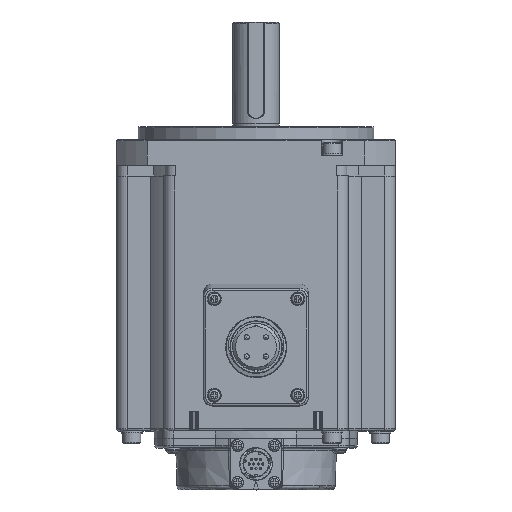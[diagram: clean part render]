
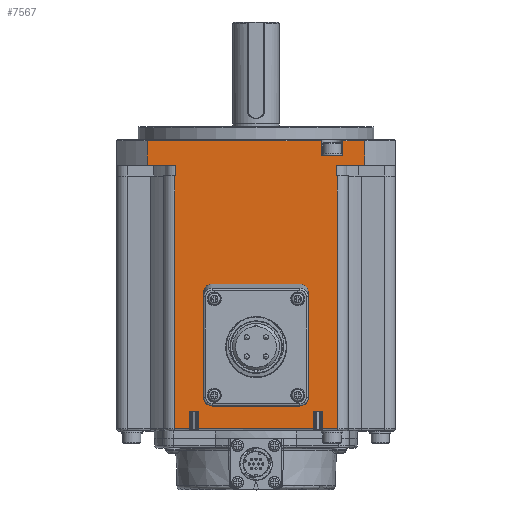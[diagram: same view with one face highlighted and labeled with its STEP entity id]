
A CAD part, top view. The second image highlights one B-rep face of the part: STEP entity #7567.
In plain terms, the highlighted planar face has unit normal (0, 0, 1).
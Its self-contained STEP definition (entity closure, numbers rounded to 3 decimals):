
#2321=CARTESIAN_POINT('',(-27.026,-11.,0.));
#2322=VERTEX_POINT('',#2321);
#2330=CARTESIAN_POINT('',(-30.974,-11.,0.));
#2331=VERTEX_POINT('',#2330);
#2332=CARTESIAN_POINT('',(-27.026,-11.,0.));
#2333=DIRECTION('',(-1.,0.,0.));
#2334=VECTOR('',#2333,3.949);
#2335=LINE('',#2332,#2334);
#2336=EDGE_CURVE('',#2322,#2331,#2335,.T.);
#2398=CARTESIAN_POINT('',(30.974,-11.,0.));
#2399=VERTEX_POINT('',#2398);
#2407=CARTESIAN_POINT('',(27.026,-11.,0.));
#2408=VERTEX_POINT('',#2407);
#2409=CARTESIAN_POINT('',(30.974,-11.,0.));
#2410=DIRECTION('',(-1.,0.,0.));
#2411=VECTOR('',#2410,3.949);
#2412=LINE('',#2409,#2411);
#2413=EDGE_CURVE('',#2399,#2408,#2412,.T.);
#5606=CARTESIAN_POINT('',(30.45,108.5,0.));
#5607=VERTEX_POINT('',#5606);
#5614=CARTESIAN_POINT('',(40.55,108.5,0.));
#5615=VERTEX_POINT('',#5614);
#5616=CARTESIAN_POINT('',(30.45,108.5,0.));
#5617=DIRECTION('',(1.,0.,0.));
#5618=VECTOR('',#5617,10.1);
#5619=LINE('',#5616,#5618);
#5620=EDGE_CURVE('',#5607,#5615,#5619,.T.);
#6326=CARTESIAN_POINT('',(50.806,104.,0.));
#6327=VERTEX_POINT('',#6326);
#6335=CARTESIAN_POINT('',(37.5,104.,0.));
#6336=VERTEX_POINT('',#6335);
#6337=CARTESIAN_POINT('',(50.806,104.,0.));
#6338=DIRECTION('',(-1.,0.,0.));
#6339=VECTOR('',#6338,13.306);
#6340=LINE('',#6337,#6339);
#6341=EDGE_CURVE('',#6327,#6336,#6340,.T.);
#6379=CARTESIAN_POINT('',(37.5,99.,0.));
#6380=VERTEX_POINT('',#6379);
#6381=CARTESIAN_POINT('',(37.5,104.,0.));
#6382=DIRECTION('',(0.,-1.,0.));
#6383=VECTOR('',#6382,5.);
#6384=LINE('',#6381,#6383);
#6385=EDGE_CURVE('',#6336,#6380,#6384,.T.);
#6403=CARTESIAN_POINT('',(-37.5,104.,0.));
#6404=VERTEX_POINT('',#6403);
#6413=CARTESIAN_POINT('',(-37.5,99.,0.));
#6414=VERTEX_POINT('',#6413);
#6422=CARTESIAN_POINT('',(-37.5,99.,0.));
#6423=DIRECTION('',(0.,1.,0.));
#6424=VECTOR('',#6423,5.);
#6425=LINE('',#6422,#6424);
#6426=EDGE_CURVE('',#6414,#6404,#6425,.T.);
#6436=CARTESIAN_POINT('',(-50.806,104.,0.));
#6437=VERTEX_POINT('',#6436);
#6466=CARTESIAN_POINT('',(-37.5,104.,0.));
#6467=DIRECTION('',(-1.,0.,0.));
#6468=VECTOR('',#6467,13.306);
#6469=LINE('',#6466,#6468);
#6470=EDGE_CURVE('',#6404,#6437,#6469,.T.);
#7344=CARTESIAN_POINT('',(-50.806,115.5,0.));
#7345=VERTEX_POINT('',#7344);
#7346=CARTESIAN_POINT('',(-50.806,104.,0.));
#7347=DIRECTION('',(0.,1.,0.));
#7348=VECTOR('',#7347,11.5);
#7349=LINE('',#7346,#7348);
#7350=EDGE_CURVE('',#6437,#7345,#7349,.T.);
#7364=CARTESIAN_POINT('',(38.,-7.,0.));
#7365=DIRECTION('',(0.,1.,0.));
#7366=DIRECTION('',(0.,-0.,1.));
#7367=AXIS2_PLACEMENT_3D('',#7364,#7366,#7365);
#7368=PLANE('',#7367);
#7369=ORIENTED_EDGE('',*,*,#2336,.F.);
#7370=CARTESIAN_POINT('',(-27.026,-19.,0.));
#7371=VERTEX_POINT('',#7370);
#7372=CARTESIAN_POINT('',(-27.026,-11.,0.));
#7373=DIRECTION('',(0.,-1.,0.));
#7374=VECTOR('',#7373,8.);
#7375=LINE('',#7372,#7374);
#7376=EDGE_CURVE('',#2322,#7371,#7375,.T.);
#7377=ORIENTED_EDGE('',*,*,#7376,.T.);
#7378=CARTESIAN_POINT('',(27.026,-19.,0.));
#7379=VERTEX_POINT('',#7378);
#7380=CARTESIAN_POINT('',(-27.026,-19.,0.));
#7381=DIRECTION('',(1.,0.,0.));
#7382=VECTOR('',#7381,54.051);
#7383=LINE('',#7380,#7382);
#7384=EDGE_CURVE('',#7371,#7379,#7383,.T.);
#7385=ORIENTED_EDGE('',*,*,#7384,.T.);
#7386=CARTESIAN_POINT('',(27.026,-19.,0.));
#7387=DIRECTION('',(0.,1.,0.));
#7388=VECTOR('',#7387,8.);
#7389=LINE('',#7386,#7388);
#7390=EDGE_CURVE('',#7379,#2408,#7389,.T.);
#7391=ORIENTED_EDGE('',*,*,#7390,.T.);
#7392=ORIENTED_EDGE('',*,*,#2413,.F.);
#7393=CARTESIAN_POINT('',(30.974,-19.,0.));
#7394=VERTEX_POINT('',#7393);
#7395=CARTESIAN_POINT('',(30.974,-11.,0.));
#7396=DIRECTION('',(0.,-1.,0.));
#7397=VECTOR('',#7396,8.);
#7398=LINE('',#7395,#7397);
#7399=EDGE_CURVE('',#2399,#7394,#7398,.T.);
#7400=ORIENTED_EDGE('',*,*,#7399,.T.);
#7401=CARTESIAN_POINT('',(38.,-19.,0.));
#7402=VERTEX_POINT('',#7401);
#7403=CARTESIAN_POINT('',(30.974,-19.,0.));
#7404=DIRECTION('',(1.,0.,0.));
#7405=VECTOR('',#7404,7.026);
#7406=LINE('',#7403,#7405);
#7407=EDGE_CURVE('',#7394,#7402,#7406,.T.);
#7408=ORIENTED_EDGE('',*,*,#7407,.T.);
#7409=CARTESIAN_POINT('',(38.,99.,0.));
#7410=VERTEX_POINT('',#7409);
#7411=CARTESIAN_POINT('',(38.,-19.,0.));
#7412=DIRECTION('',(0.,1.,0.));
#7413=VECTOR('',#7412,118.);
#7414=LINE('',#7411,#7413);
#7415=EDGE_CURVE('',#7402,#7410,#7414,.T.);
#7416=ORIENTED_EDGE('',*,*,#7415,.T.);
#7417=CARTESIAN_POINT('',(38.,99.,0.));
#7418=DIRECTION('',(-1.,0.,0.));
#7419=VECTOR('',#7418,0.5);
#7420=LINE('',#7417,#7419);
#7421=EDGE_CURVE('',#7410,#6380,#7420,.T.);
#7422=ORIENTED_EDGE('',*,*,#7421,.T.);
#7423=ORIENTED_EDGE('',*,*,#6385,.F.);
#7424=ORIENTED_EDGE('',*,*,#6341,.F.);
#7425=CARTESIAN_POINT('',(50.806,115.5,0.));
#7426=VERTEX_POINT('',#7425);
#7427=CARTESIAN_POINT('',(50.806,104.,0.));
#7428=DIRECTION('',(0.,1.,0.));
#7429=VECTOR('',#7428,11.5);
#7430=LINE('',#7427,#7429);
#7431=EDGE_CURVE('',#6327,#7426,#7430,.T.);
#7432=ORIENTED_EDGE('',*,*,#7431,.T.);
#7433=CARTESIAN_POINT('',(40.55,115.5,0.));
#7434=VERTEX_POINT('',#7433);
#7435=CARTESIAN_POINT('',(50.806,115.5,0.));
#7436=DIRECTION('',(-1.,0.,0.));
#7437=VECTOR('',#7436,10.256);
#7438=LINE('',#7435,#7437);
#7439=EDGE_CURVE('',#7426,#7434,#7438,.T.);
#7440=ORIENTED_EDGE('',*,*,#7439,.T.);
#7441=CARTESIAN_POINT('',(40.55,115.5,0.));
#7442=DIRECTION('',(0.,-1.,0.));
#7443=VECTOR('',#7442,7.);
#7444=LINE('',#7441,#7443);
#7445=EDGE_CURVE('',#7434,#5615,#7444,.T.);
#7446=ORIENTED_EDGE('',*,*,#7445,.T.);
#7447=ORIENTED_EDGE('',*,*,#5620,.F.);
#7448=CARTESIAN_POINT('',(30.45,115.5,0.));
#7449=VERTEX_POINT('',#7448);
#7450=CARTESIAN_POINT('',(30.45,108.5,0.));
#7451=DIRECTION('',(0.,1.,0.));
#7452=VECTOR('',#7451,7.);
#7453=LINE('',#7450,#7452);
#7454=EDGE_CURVE('',#5607,#7449,#7453,.T.);
#7455=ORIENTED_EDGE('',*,*,#7454,.T.);
#7456=CARTESIAN_POINT('',(30.45,115.5,0.));
#7457=DIRECTION('',(-1.,0.,0.));
#7458=VECTOR('',#7457,81.256);
#7459=LINE('',#7456,#7458);
#7460=EDGE_CURVE('',#7449,#7345,#7459,.T.);
#7461=ORIENTED_EDGE('',*,*,#7460,.T.);
#7462=ORIENTED_EDGE('',*,*,#7350,.F.);
#7463=ORIENTED_EDGE('',*,*,#6470,.F.);
#7464=ORIENTED_EDGE('',*,*,#6426,.F.);
#7465=CARTESIAN_POINT('',(-38.,99.,0.));
#7466=VERTEX_POINT('',#7465);
#7467=CARTESIAN_POINT('',(-37.5,99.,0.));
#7468=DIRECTION('',(-1.,0.,0.));
#7469=VECTOR('',#7468,0.5);
#7470=LINE('',#7467,#7469);
#7471=EDGE_CURVE('',#6414,#7466,#7470,.T.);
#7472=ORIENTED_EDGE('',*,*,#7471,.T.);
#7473=CARTESIAN_POINT('',(-38.,-19.,0.));
#7474=VERTEX_POINT('',#7473);
#7475=CARTESIAN_POINT('',(-38.,99.,0.));
#7476=DIRECTION('',(0.,-1.,0.));
#7477=VECTOR('',#7476,118.);
#7478=LINE('',#7475,#7477);
#7479=EDGE_CURVE('',#7466,#7474,#7478,.T.);
#7480=ORIENTED_EDGE('',*,*,#7479,.T.);
#7481=CARTESIAN_POINT('',(-30.974,-19.,0.));
#7482=VERTEX_POINT('',#7481);
#7483=CARTESIAN_POINT('',(-38.,-19.,0.));
#7484=DIRECTION('',(1.,0.,0.));
#7485=VECTOR('',#7484,7.026);
#7486=LINE('',#7483,#7485);
#7487=EDGE_CURVE('',#7474,#7482,#7486,.T.);
#7488=ORIENTED_EDGE('',*,*,#7487,.T.);
#7489=CARTESIAN_POINT('',(-30.974,-19.,0.));
#7490=DIRECTION('',(0.,1.,0.));
#7491=VECTOR('',#7490,8.);
#7492=LINE('',#7489,#7491);
#7493=EDGE_CURVE('',#7482,#2331,#7492,.T.);
#7494=ORIENTED_EDGE('',*,*,#7493,.T.);
#7495=EDGE_LOOP('',(#7369,#7377,#7385,#7391,#7392,#7400,#7408,#7416,#7422,#7423,#7424,#7432,#7440,#7446,#7447,#7455,#7461,#7462,#7463,#7464,#7472,#7480,#7488,#7494));
#7496=FACE_OUTER_BOUND('',#7495,.T.);
#7497=CARTESIAN_POINT('',(-20.5,48.5,0.));
#7498=VERTEX_POINT('',#7497);
#7499=CARTESIAN_POINT('',(20.5,48.5,0.));
#7500=VERTEX_POINT('',#7499);
#7501=CARTESIAN_POINT('',(-20.5,48.5,0.));
#7502=DIRECTION('',(1.,0.,0.));
#7503=VECTOR('',#7502,41.);
#7504=LINE('',#7501,#7503);
#7505=EDGE_CURVE('',#7498,#7500,#7504,.T.);
#7506=ORIENTED_EDGE('',*,*,#7505,.T.);
#7507=CARTESIAN_POINT('',(24.5,44.5,0.));
#7508=VERTEX_POINT('',#7507);
#7509=CARTESIAN_POINT('',(20.5,44.5,0.));
#7510=DIRECTION('',(0.,1.,0.));
#7511=DIRECTION('',(0.,0.,-1.));
#7512=AXIS2_PLACEMENT_3D('',#7509,#7511,#7510);
#7513=CIRCLE('',#7512,4.);
#7514=EDGE_CURVE('',#7500,#7508,#7513,.T.);
#7515=ORIENTED_EDGE('',*,*,#7514,.T.);
#7516=CARTESIAN_POINT('',(24.5,-4.5,0.));
#7517=VERTEX_POINT('',#7516);
#7518=CARTESIAN_POINT('',(24.5,44.5,0.));
#7519=DIRECTION('',(0.,-1.,0.));
#7520=VECTOR('',#7519,49.);
#7521=LINE('',#7518,#7520);
#7522=EDGE_CURVE('',#7508,#7517,#7521,.T.);
#7523=ORIENTED_EDGE('',*,*,#7522,.T.);
#7524=CARTESIAN_POINT('',(20.5,-8.5,0.));
#7525=VERTEX_POINT('',#7524);
#7526=CARTESIAN_POINT('',(20.5,-4.5,0.));
#7527=DIRECTION('',(1.,0.,0.));
#7528=DIRECTION('',(0.,0.,-1.));
#7529=AXIS2_PLACEMENT_3D('',#7526,#7528,#7527);
#7530=CIRCLE('',#7529,4.);
#7531=EDGE_CURVE('',#7517,#7525,#7530,.T.);
#7532=ORIENTED_EDGE('',*,*,#7531,.T.);
#7533=CARTESIAN_POINT('',(-20.5,-8.5,0.));
#7534=VERTEX_POINT('',#7533);
#7535=CARTESIAN_POINT('',(20.5,-8.5,0.));
#7536=DIRECTION('',(-1.,0.,0.));
#7537=VECTOR('',#7536,41.);
#7538=LINE('',#7535,#7537);
#7539=EDGE_CURVE('',#7525,#7534,#7538,.T.);
#7540=ORIENTED_EDGE('',*,*,#7539,.T.);
#7541=CARTESIAN_POINT('',(-24.5,-4.5,0.));
#7542=VERTEX_POINT('',#7541);
#7543=CARTESIAN_POINT('',(-20.5,-4.5,0.));
#7544=DIRECTION('',(0.,-1.,0.));
#7545=DIRECTION('',(0.,0.,-1.));
#7546=AXIS2_PLACEMENT_3D('',#7543,#7545,#7544);
#7547=CIRCLE('',#7546,4.);
#7548=EDGE_CURVE('',#7534,#7542,#7547,.T.);
#7549=ORIENTED_EDGE('',*,*,#7548,.T.);
#7550=CARTESIAN_POINT('',(-24.5,44.5,0.));
#7551=VERTEX_POINT('',#7550);
#7552=CARTESIAN_POINT('',(-24.5,-4.5,0.));
#7553=DIRECTION('',(0.,1.,0.));
#7554=VECTOR('',#7553,49.);
#7555=LINE('',#7552,#7554);
#7556=EDGE_CURVE('',#7542,#7551,#7555,.T.);
#7557=ORIENTED_EDGE('',*,*,#7556,.T.);
#7558=CARTESIAN_POINT('',(-20.5,44.5,0.));
#7559=DIRECTION('',(-1.,0.,0.));
#7560=DIRECTION('',(0.,0.,-1.));
#7561=AXIS2_PLACEMENT_3D('',#7558,#7560,#7559);
#7562=CIRCLE('',#7561,4.);
#7563=EDGE_CURVE('',#7551,#7498,#7562,.T.);
#7564=ORIENTED_EDGE('',*,*,#7563,.T.);
#7565=EDGE_LOOP('',(#7506,#7515,#7523,#7532,#7540,#7549,#7557,#7564));
#7566=FACE_BOUND('',#7565,.T.);
#7567=ADVANCED_FACE('',(#7496,#7566),#7368,.T.);
